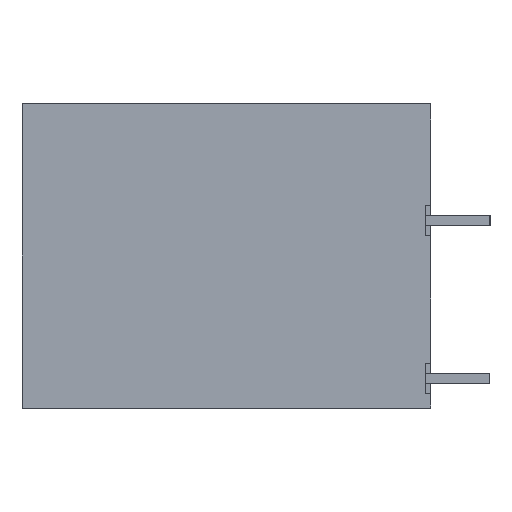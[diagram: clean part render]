
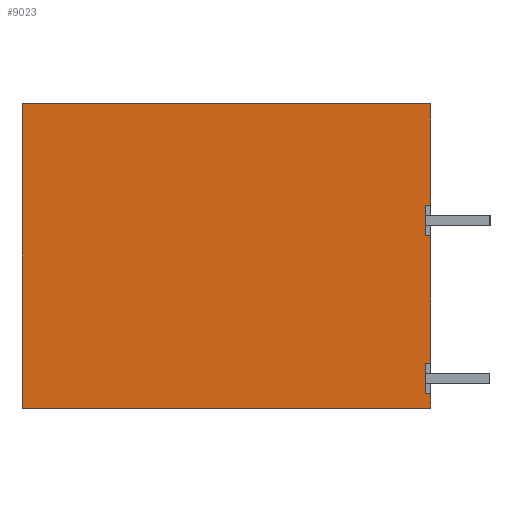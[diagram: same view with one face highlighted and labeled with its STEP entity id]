
A CAD part, left-side view. The second image highlights one B-rep face of the part: STEP entity #9023.
In plain terms, the highlighted planar face has unit normal (-1, 0, 0).
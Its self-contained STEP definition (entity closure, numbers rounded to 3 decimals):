
#8995=AXIS2_PLACEMENT_3D('Plane Axis2P3D',#8992,#8993,#8994) ;
#188=CARTESIAN_POINT('Vertex',(0.,3.8,0.85)) ;
#232=CARTESIAN_POINT('Vertex',(0.,3.8,2.65)) ;
#235=CARTESIAN_POINT('Line Origine',(0.,3.8,1.75)) ;
#632=CARTESIAN_POINT('Vertex',(0.,3.8,10.2)) ;
#653=CARTESIAN_POINT('Vertex',(0.,3.8,12.)) ;
#656=CARTESIAN_POINT('Line Origine',(0.,3.8,11.1)) ;
#3825=CARTESIAN_POINT('Vertex',(0.,3.5,10.2)) ;
#3828=CARTESIAN_POINT('Line Origine',(0.,3.5,6.425)) ;
#3832=CARTESIAN_POINT('Vertex',(0.,3.5,2.65)) ;
#3853=CARTESIAN_POINT('Line Origine',(0.,3.65,10.2)) ;
#3871=CARTESIAN_POINT('Line Origine',(0.,3.65,2.65)) ;
#3927=CARTESIAN_POINT('Vertex',(0.,3.5,0.85)) ;
#3937=CARTESIAN_POINT('Line Origine',(0.,3.65,0.85)) ;
#3950=CARTESIAN_POINT('Line Origine',(0.,3.5,0.425)) ;
#3954=CARTESIAN_POINT('Vertex',(0.,3.5,0.)) ;
#3982=CARTESIAN_POINT('Line Origine',(0.,15.6,0.)) ;
#3986=CARTESIAN_POINT('Vertex',(0.,27.7,0.)) ;
#4125=CARTESIAN_POINT('Vertex',(0.,3.5,12.)) ;
#4128=CARTESIAN_POINT('Line Origine',(0.,3.65,12.)) ;
#8949=CARTESIAN_POINT('Line Origine',(0.,3.5,15.)) ;
#8953=CARTESIAN_POINT('Vertex',(0.,3.5,18.)) ;
#8992=CARTESIAN_POINT('Axis2P3D Location',(0.,0.,0.)) ;
#8997=CARTESIAN_POINT('Line Origine',(0.,15.6,18.)) ;
#9001=CARTESIAN_POINT('Vertex',(0.,27.7,18.)) ;
#9004=CARTESIAN_POINT('Line Origine',(0.,27.7,9.)) ;
#236=DIRECTION('Vector Direction',(0.,0.,-1.)) ;
#657=DIRECTION('Vector Direction',(0.,0.,-1.)) ;
#3829=DIRECTION('Vector Direction',(0.,0.,-1.)) ;
#3854=DIRECTION('Vector Direction',(0.,1.,0.)) ;
#3872=DIRECTION('Vector Direction',(0.,1.,0.)) ;
#3938=DIRECTION('Vector Direction',(0.,1.,0.)) ;
#3951=DIRECTION('Vector Direction',(0.,0.,-1.)) ;
#3983=DIRECTION('Vector Direction',(0.,1.,0.)) ;
#4129=DIRECTION('Vector Direction',(0.,1.,0.)) ;
#8950=DIRECTION('Vector Direction',(0.,0.,-1.)) ;
#8993=DIRECTION('Axis2P3D Direction',(-1.,0.,0.)) ;
#8994=DIRECTION('Axis2P3D XDirection',(0.,0.,1.)) ;
#8998=DIRECTION('Vector Direction',(0.,-1.,0.)) ;
#9005=DIRECTION('Vector Direction',(0.,0.,1.)) ;
#237=VECTOR('Line Direction',#236,1.) ;
#658=VECTOR('Line Direction',#657,1.) ;
#3830=VECTOR('Line Direction',#3829,1.) ;
#3855=VECTOR('Line Direction',#3854,1.) ;
#3873=VECTOR('Line Direction',#3872,1.) ;
#3939=VECTOR('Line Direction',#3938,1.) ;
#3952=VECTOR('Line Direction',#3951,1.) ;
#3984=VECTOR('Line Direction',#3983,1.) ;
#4130=VECTOR('Line Direction',#4129,1.) ;
#8951=VECTOR('Line Direction',#8950,1.) ;
#8999=VECTOR('Line Direction',#8998,1.) ;
#9006=VECTOR('Line Direction',#9005,1.) ;
#9010=ORIENTED_EDGE('',*,*,#660,.F.) ;
#9011=ORIENTED_EDGE('',*,*,#4132,.F.) ;
#9012=ORIENTED_EDGE('',*,*,#8955,.T.) ;
#9013=ORIENTED_EDGE('',*,*,#9003,.T.) ;
#9014=ORIENTED_EDGE('',*,*,#9008,.T.) ;
#9015=ORIENTED_EDGE('',*,*,#3988,.T.) ;
#9016=ORIENTED_EDGE('',*,*,#3956,.T.) ;
#9017=ORIENTED_EDGE('',*,*,#3941,.T.) ;
#9018=ORIENTED_EDGE('',*,*,#239,.F.) ;
#9019=ORIENTED_EDGE('',*,*,#3875,.F.) ;
#9020=ORIENTED_EDGE('',*,*,#3834,.T.) ;
#9021=ORIENTED_EDGE('',*,*,#3857,.T.) ;
#9023=ADVANCED_FACE('HOUSING',(#9022),#8996,.T.) ;
#239=EDGE_CURVE('',#233,#189,#238,.T.) ;
#660=EDGE_CURVE('',#654,#633,#659,.T.) ;
#3834=EDGE_CURVE('',#3833,#3826,#3831,.F.) ;
#3857=EDGE_CURVE('',#3826,#633,#3856,.T.) ;
#3875=EDGE_CURVE('',#3833,#233,#3874,.T.) ;
#3941=EDGE_CURVE('',#3928,#189,#3940,.T.) ;
#3956=EDGE_CURVE('',#3955,#3928,#3953,.F.) ;
#3988=EDGE_CURVE('',#3987,#3955,#3985,.F.) ;
#4132=EDGE_CURVE('',#4126,#654,#4131,.T.) ;
#8955=EDGE_CURVE('',#4126,#8954,#8952,.F.) ;
#9003=EDGE_CURVE('',#8954,#9002,#9000,.F.) ;
#9008=EDGE_CURVE('',#9002,#3987,#9007,.F.) ;
#9009=EDGE_LOOP('',(#9010,#9011,#9012,#9013,#9014,#9015,#9016,#9017,#9018,#9019,#9020,#9021)) ;
#9022=FACE_OUTER_BOUND('',#9009,.T.) ;
#238=LINE('Line',#235,#237) ;
#659=LINE('Line',#656,#658) ;
#3831=LINE('Line',#3828,#3830) ;
#3856=LINE('Line',#3853,#3855) ;
#3874=LINE('Line',#3871,#3873) ;
#3940=LINE('Line',#3937,#3939) ;
#3953=LINE('Line',#3950,#3952) ;
#3985=LINE('Line',#3982,#3984) ;
#4131=LINE('Line',#4128,#4130) ;
#8952=LINE('Line',#8949,#8951) ;
#9000=LINE('Line',#8997,#8999) ;
#9007=LINE('Line',#9004,#9006) ;
#8996=PLANE('',#8995) ;
#189=VERTEX_POINT('',#188) ;
#233=VERTEX_POINT('',#232) ;
#633=VERTEX_POINT('',#632) ;
#654=VERTEX_POINT('',#653) ;
#3826=VERTEX_POINT('',#3825) ;
#3833=VERTEX_POINT('',#3832) ;
#3928=VERTEX_POINT('',#3927) ;
#3955=VERTEX_POINT('',#3954) ;
#3987=VERTEX_POINT('',#3986) ;
#4126=VERTEX_POINT('',#4125) ;
#8954=VERTEX_POINT('',#8953) ;
#9002=VERTEX_POINT('',#9001) ;
